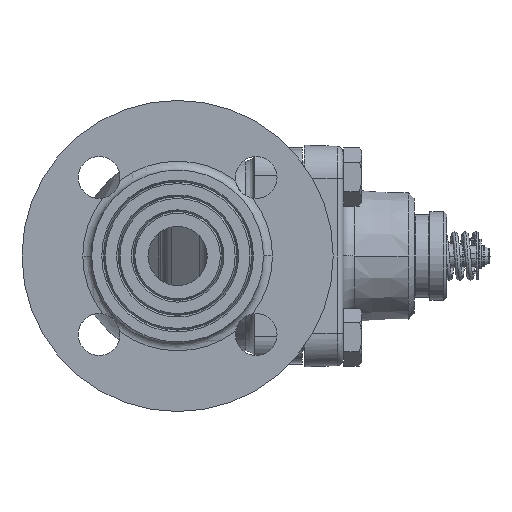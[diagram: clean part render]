
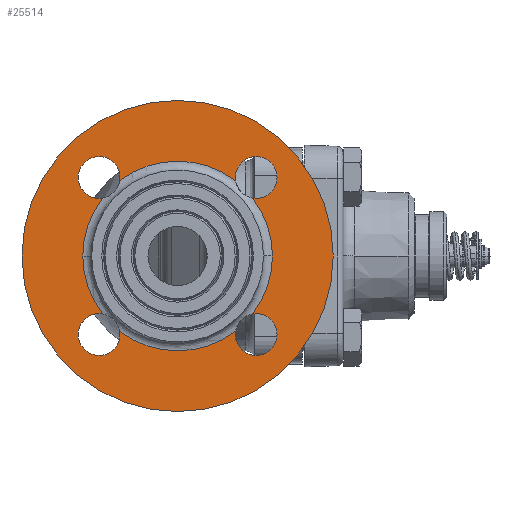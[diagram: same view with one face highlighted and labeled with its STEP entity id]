
A CAD part, left-side view. The second image highlights one B-rep face of the part: STEP entity #25514.
In plain terms, the highlighted planar face has unit normal (-1, 0, 0).
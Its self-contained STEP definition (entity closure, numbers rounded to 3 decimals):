
#487=CARTESIAN_POINT('',(-73.,0.,0.));
#488=DIRECTION('',(-1.,0.,0.));
#489=DIRECTION('',(0.,1.,0.));
#490=AXIS2_PLACEMENT_3D('',#487,#488,#489);
#492=CARTESIAN_POINT('',(-73.,0.,0.));
#493=DIRECTION('',(1.,0.,0.));
#494=DIRECTION('',(0.,1.,0.));
#495=AXIS2_PLACEMENT_3D('',#492,#493,#494);
#497=CARTESIAN_POINT('',(-73.,-26.5,26.5));
#498=DIRECTION('',(1.,0.,0.));
#499=DIRECTION('',(0.,-1.,0.));
#500=AXIS2_PLACEMENT_3D('',#497,#498,#499);
#502=CARTESIAN_POINT('',(-73.,-26.5,26.5));
#503=DIRECTION('',(1.,0.,0.));
#504=DIRECTION('',(0.,1.,0.));
#505=AXIS2_PLACEMENT_3D('',#502,#503,#504);
#507=CARTESIAN_POINT('',(-73.,-26.5,26.5));
#508=DIRECTION('',(1.,0.,0.));
#509=DIRECTION('',(0.,0.986,-0.165));
#510=AXIS2_PLACEMENT_3D('',#507,#508,#509);
#512=CARTESIAN_POINT('',(-73.,0.,0.));
#513=DIRECTION('',(1.,0.,0.));
#514=DIRECTION('',(0.,0.611,0.792));
#515=AXIS2_PLACEMENT_3D('',#512,#513,#514);
#517=CARTESIAN_POINT('',(-73.,26.5,26.5));
#518=DIRECTION('',(-1.,0.,0.));
#519=DIRECTION('',(0.,-0.986,-0.165));
#520=AXIS2_PLACEMENT_3D('',#517,#518,#519);
#522=CARTESIAN_POINT('',(-73.,26.5,26.5));
#523=DIRECTION('',(-1.,0.,0.));
#524=DIRECTION('',(0.,-1.,0.));
#525=AXIS2_PLACEMENT_3D('',#522,#523,#524);
#527=CARTESIAN_POINT('',(-73.,26.5,26.5));
#528=DIRECTION('',(-1.,0.,0.));
#529=DIRECTION('',(0.,1.,0.));
#530=AXIS2_PLACEMENT_3D('',#527,#528,#529);
#532=CARTESIAN_POINT('',(-73.,0.,0.));
#533=DIRECTION('',(1.,0.,0.));
#534=DIRECTION('',(0.,1.,0.));
#535=AXIS2_PLACEMENT_3D('',#532,#533,#534);
#537=CARTESIAN_POINT('',(-73.,0.,0.));
#538=DIRECTION('',(1.,0.,0.));
#539=DIRECTION('',(0.,0.792,-0.611));
#540=AXIS2_PLACEMENT_3D('',#537,#538,#539);
#542=CARTESIAN_POINT('',(-73.,26.5,-26.5));
#543=DIRECTION('',(1.,0.,0.));
#544=DIRECTION('',(0.,1.,0.));
#545=AXIS2_PLACEMENT_3D('',#542,#543,#544);
#547=CARTESIAN_POINT('',(-73.,26.5,-26.5));
#548=DIRECTION('',(1.,0.,0.));
#549=DIRECTION('',(0.,-1.,0.));
#550=AXIS2_PLACEMENT_3D('',#547,#548,#549);
#552=CARTESIAN_POINT('',(-73.,26.5,-26.5));
#553=DIRECTION('',(1.,0.,0.));
#554=DIRECTION('',(0.,-0.986,0.165));
#555=AXIS2_PLACEMENT_3D('',#552,#553,#554);
#557=CARTESIAN_POINT('',(-73.,0.,0.));
#558=DIRECTION('',(1.,0.,0.));
#559=DIRECTION('',(0.,-0.611,-0.792));
#560=AXIS2_PLACEMENT_3D('',#557,#558,#559);
#562=CARTESIAN_POINT('',(-73.,-26.5,-26.5));
#563=DIRECTION('',(-1.,0.,0.));
#564=DIRECTION('',(0.,0.986,0.165));
#565=AXIS2_PLACEMENT_3D('',#562,#563,#564);
#567=CARTESIAN_POINT('',(-73.,-26.5,-26.5));
#568=DIRECTION('',(-1.,0.,0.));
#569=DIRECTION('',(0.,1.,0.));
#570=AXIS2_PLACEMENT_3D('',#567,#568,#569);
#572=CARTESIAN_POINT('',(-73.,-26.5,-26.5));
#573=DIRECTION('',(-1.,0.,0.));
#574=DIRECTION('',(0.,-1.,0.));
#575=AXIS2_PLACEMENT_3D('',#572,#573,#574);
#577=CARTESIAN_POINT('',(-73.,0.,0.));
#578=DIRECTION('',(1.,0.,0.));
#579=DIRECTION('',(0.,-1.,0.));
#580=AXIS2_PLACEMENT_3D('',#577,#578,#579);
#582=CARTESIAN_POINT('',(-73.,0.,0.));
#583=DIRECTION('',(1.,0.,0.));
#584=DIRECTION('',(0.,-0.792,0.611));
#585=AXIS2_PLACEMENT_3D('',#582,#583,#584);
#21714=CARTESIAN_POINT('',(-73.,52.5,0.));
#21716=VERTEX_POINT('',#21714);
#21722=CARTESIAN_POINT('',(-73.,-52.5,0.));
#21724=VERTEX_POINT('',#21722);
#21741=CARTESIAN_POINT('',(-73.,32.,0.));
#21742=VERTEX_POINT('',#21741);
#21743=CARTESIAN_POINT('',(-73.,-32.,0.));
#21744=VERTEX_POINT('',#21743);
#23385=CARTESIAN_POINT('',(-73.,33.55,-26.5));
#23386=CARTESIAN_POINT('',(-73.,25.336,-19.547));
#23387=VERTEX_POINT('',#23385);
#23388=VERTEX_POINT('',#23386);
#23389=CARTESIAN_POINT('',(-73.,19.547,-25.336));
#23390=CARTESIAN_POINT('',(-73.,19.45,-26.5));
#23391=VERTEX_POINT('',#23389);
#23392=VERTEX_POINT('',#23390);
#23397=CARTESIAN_POINT('',(-73.,-33.55,-26.5));
#23398=CARTESIAN_POINT('',(-73.,-25.336,-19.547));
#23399=VERTEX_POINT('',#23397);
#23400=VERTEX_POINT('',#23398);
#23401=CARTESIAN_POINT('',(-73.,-19.547,-25.336));
#23402=CARTESIAN_POINT('',(-73.,-19.45,-26.5));
#23403=VERTEX_POINT('',#23401);
#23404=VERTEX_POINT('',#23402);
#23409=CARTESIAN_POINT('',(-73.,33.55,26.5));
#23410=CARTESIAN_POINT('',(-73.,25.336,19.547));
#23411=VERTEX_POINT('',#23409);
#23412=VERTEX_POINT('',#23410);
#23413=CARTESIAN_POINT('',(-73.,19.547,25.336));
#23414=CARTESIAN_POINT('',(-73.,19.45,26.5));
#23415=VERTEX_POINT('',#23413);
#23416=VERTEX_POINT('',#23414);
#23421=CARTESIAN_POINT('',(-73.,-33.55,26.5));
#23422=CARTESIAN_POINT('',(-73.,-25.336,19.547));
#23423=VERTEX_POINT('',#23421);
#23424=VERTEX_POINT('',#23422);
#23425=CARTESIAN_POINT('',(-73.,-19.547,25.336));
#23426=CARTESIAN_POINT('',(-73.,-19.45,26.5));
#23427=VERTEX_POINT('',#23425);
#23428=VERTEX_POINT('',#23426);
#25472=CARTESIAN_POINT('',(-73.,0.,0.));
#25473=DIRECTION('',(1.,0.,0.));
#25474=DIRECTION('',(0.,-1.,0.));
#25475=AXIS2_PLACEMENT_3D('',#25472,#25473,#25474);
#25476=PLANE('',#25475);
#25477=ORIENTED_EDGE('',*,*,#25465,.F.);
#25478=ORIENTED_EDGE('',*,*,#25454,.T.);
#25479=EDGE_LOOP('',(#25477,#25478));
#25480=FACE_OUTER_BOUND('',#25479,.F.);
#25482=ORIENTED_EDGE('',*,*,#25481,.F.);
#25484=ORIENTED_EDGE('',*,*,#25483,.F.);
#25486=ORIENTED_EDGE('',*,*,#25485,.F.);
#25488=ORIENTED_EDGE('',*,*,#25487,.F.);
#25490=ORIENTED_EDGE('',*,*,#25489,.T.);
#25492=ORIENTED_EDGE('',*,*,#25491,.T.);
#25494=ORIENTED_EDGE('',*,*,#25493,.T.);
#25496=ORIENTED_EDGE('',*,*,#25495,.F.);
#25497=ORIENTED_EDGE('',*,*,#25368,.F.);
#25499=ORIENTED_EDGE('',*,*,#25498,.F.);
#25501=ORIENTED_EDGE('',*,*,#25500,.F.);
#25503=ORIENTED_EDGE('',*,*,#25502,.F.);
#25504=ORIENTED_EDGE('',*,*,#25364,.F.);
#25505=ORIENTED_EDGE('',*,*,#25389,.T.);
#25507=ORIENTED_EDGE('',*,*,#25506,.T.);
#25508=ORIENTED_EDGE('',*,*,#25392,.T.);
#25509=ORIENTED_EDGE('',*,*,#25375,.F.);
#25511=ORIENTED_EDGE('',*,*,#25510,.F.);
#25512=EDGE_LOOP('',(#25482,#25484,#25486,#25488,#25490,#25492,#25494,#25496,
#25497,#25499,#25501,#25503,#25504,#25505,#25507,#25508,#25509,#25511));
#25513=FACE_BOUND('',#25512,.F.);
#491=CIRCLE('',#490,52.5);
#496=CIRCLE('',#495,52.5);
#501=CIRCLE('',#500,7.05);
#506=CIRCLE('',#505,7.05);
#511=CIRCLE('',#510,7.05);
#516=CIRCLE('',#515,32.);
#521=CIRCLE('',#520,7.05);
#526=CIRCLE('',#525,7.05);
#531=CIRCLE('',#530,7.05);
#536=CIRCLE('',#535,32.);
#541=CIRCLE('',#540,32.);
#546=CIRCLE('',#545,7.05);
#551=CIRCLE('',#550,7.05);
#556=CIRCLE('',#555,7.05);
#561=CIRCLE('',#560,32.);
#566=CIRCLE('',#565,7.05);
#571=CIRCLE('',#570,7.05);
#576=CIRCLE('',#575,7.05);
#581=CIRCLE('',#580,32.);
#586=CIRCLE('',#585,32.);
#25364=EDGE_CURVE('',#23403,#23391,#561,.T.);
#25368=EDGE_CURVE('',#23388,#21742,#541,.T.);
#25375=EDGE_CURVE('',#21744,#23400,#581,.T.);
#25389=EDGE_CURVE('',#23403,#23404,#566,.T.);
#25392=EDGE_CURVE('',#23399,#23400,#576,.T.);
#25454=EDGE_CURVE('',#21716,#21724,#496,.T.);
#25465=EDGE_CURVE('',#21716,#21724,#491,.T.);
#25481=EDGE_CURVE('',#23423,#23424,#501,.T.);
#25483=EDGE_CURVE('',#23428,#23423,#506,.T.);
#25485=EDGE_CURVE('',#23427,#23428,#511,.T.);
#25487=EDGE_CURVE('',#23415,#23427,#516,.T.);
#25489=EDGE_CURVE('',#23415,#23416,#521,.T.);
#25491=EDGE_CURVE('',#23416,#23411,#526,.T.);
#25493=EDGE_CURVE('',#23411,#23412,#531,.T.);
#25495=EDGE_CURVE('',#21742,#23412,#536,.T.);
#25498=EDGE_CURVE('',#23387,#23388,#546,.T.);
#25500=EDGE_CURVE('',#23392,#23387,#551,.T.);
#25502=EDGE_CURVE('',#23391,#23392,#556,.T.);
#25506=EDGE_CURVE('',#23404,#23399,#571,.T.);
#25510=EDGE_CURVE('',#23424,#21744,#586,.T.);
#25514=ADVANCED_FACE('',(#25480,#25513),#25476,.F.);
